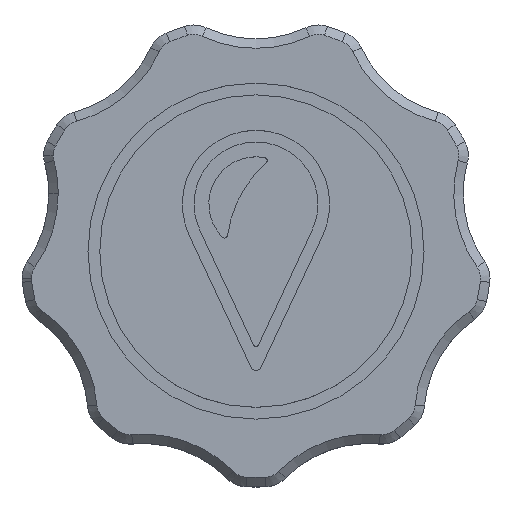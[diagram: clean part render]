
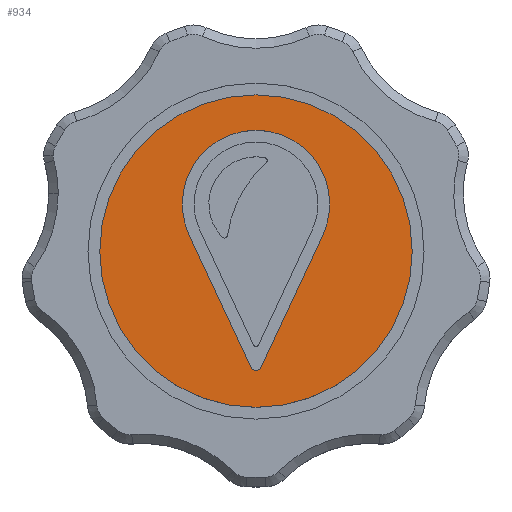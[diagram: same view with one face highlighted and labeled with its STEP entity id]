
A CAD part, top view. The second image highlights one B-rep face of the part: STEP entity #934.
In plain terms, the highlighted planar face has unit normal (0, 0, 1).
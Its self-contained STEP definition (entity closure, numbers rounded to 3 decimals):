
#4 = DIRECTION ( 'NONE',  ( 1., 0., 0. ) ) ;
#114 = EDGE_CURVE ( 'NONE', #360, #6271, #1813, .T. ) ;
#201 = VECTOR ( 'NONE', #3541, 1000. ) ;
#360 = VERTEX_POINT ( 'NONE', #5554 ) ;
#679 = LINE ( 'NONE', #3489, #201 ) ;
#751 = VERTEX_POINT ( 'NONE', #4511 ) ;
#934 = ADVANCED_FACE ( 'NONE', ( #1233, #5294 ), #4834, .T. ) ;
#979 = DIRECTION ( 'NONE',  ( 1., 0., 0. ) ) ;
#1046 = DIRECTION ( 'NONE',  ( 0., -1., 0. ) ) ;
#1058 = VERTEX_POINT ( 'NONE', #7321 ) ;
#1162 = EDGE_CURVE ( 'NONE', #5017, #1273, #5886, .T. ) ;
#1233 = FACE_OUTER_BOUND ( 'NONE', #5431, .T. ) ;
#1273 = VERTEX_POINT ( 'NONE', #5993 ) ;
#1391 = DIRECTION ( 'NONE',  ( 0., -1., 0. ) ) ;
#1540 = VERTEX_POINT ( 'NONE', #7011 ) ;
#1665 = DIRECTION ( 'NONE',  ( 0., 0., 1. ) ) ;
#1813 = CIRCLE ( 'NONE', #4282, 26.5 ) ;
#1868 = DIRECTION ( 'NONE',  ( 0., 0., 1. ) ) ;
#1997 = CARTESIAN_POINT ( 'NONE',  ( -26.5, 0., 35. ) ) ;
#2264 = AXIS2_PLACEMENT_3D ( 'NONE', #4454, #6876, #4 ) ;
#2338 = CARTESIAN_POINT ( 'NONE',  ( 0., 30.5, 35. ) ) ;
#2487 = CARTESIAN_POINT ( 'NONE',  ( -0.906, -19.634, 35. ) ) ;
#2588 = EDGE_LOOP ( 'NONE', ( #8003, #4304, #6485, #5480, #2765, #5764 ) ) ;
#2592 = AXIS2_PLACEMENT_3D ( 'NONE', #3165, #3780, #7458 ) ;
#2765 = ORIENTED_EDGE ( 'NONE', *, *, #6223, .F. ) ;
#3165 = CARTESIAN_POINT ( 'NONE',  ( 0., 8., 35. ) ) ;
#3186 = CARTESIAN_POINT ( 'NONE',  ( 0., -19.211, 35. ) ) ;
#3332 = CARTESIAN_POINT ( 'NONE',  ( 0., 8., 35. ) ) ;
#3406 = CIRCLE ( 'NONE', #5683, 1. ) ;
#3486 = DIRECTION ( 'NONE',  ( 0., 0., 1. ) ) ;
#3489 = CARTESIAN_POINT ( 'NONE',  ( 8.265, -3.854, 35. ) ) ;
#3541 = DIRECTION ( 'NONE',  ( -0.423, -0.906, 0. ) ) ;
#3587 = CIRCLE ( 'NONE', #2592, 12.5 ) ;
#3752 = DIRECTION ( 'NONE',  ( -0.423, 0.906, 0. ) ) ;
#3780 = DIRECTION ( 'NONE',  ( 0., 0., 1. ) ) ;
#4282 = AXIS2_PLACEMENT_3D ( 'NONE', #5966, #1665, #979 ) ;
#4285 = DIRECTION ( 'NONE',  ( 1., 0., 0. ) ) ;
#4304 = ORIENTED_EDGE ( 'NONE', *, *, #5546, .T. ) ;
#4454 = CARTESIAN_POINT ( 'NONE',  ( 0., 0., 35. ) ) ;
#4465 = CIRCLE ( 'NONE', #4891, 12.5 ) ;
#4511 = CARTESIAN_POINT ( 'NONE',  ( 11.329, 2.717, 35. ) ) ;
#4536 = EDGE_CURVE ( 'NONE', #6271, #360, #8054, .T. ) ;
#4538 = VERTEX_POINT ( 'NONE', #7548 ) ;
#4565 = AXIS2_PLACEMENT_3D ( 'NONE', #2338, #3486, #1046 ) ;
#4582 = DIRECTION ( 'NONE',  ( 0., 0., 1. ) ) ;
#4585 = EDGE_CURVE ( 'NONE', #751, #1540, #4465, .T. ) ;
#4779 = ORIENTED_EDGE ( 'NONE', *, *, #114, .T. ) ;
#4834 = PLANE ( 'NONE',  #4565 ) ;
#4891 = AXIS2_PLACEMENT_3D ( 'NONE', #3332, #4582, #6446 ) ;
#5001 = EDGE_CURVE ( 'NONE', #1540, #1058, #7160, .T. ) ;
#5017 = VERTEX_POINT ( 'NONE', #2487 ) ;
#5118 = EDGE_CURVE ( 'NONE', #4538, #5017, #3406, .T. ) ;
#5294 = FACE_BOUND ( 'NONE', #2588, .T. ) ;
#5431 = EDGE_LOOP ( 'NONE', ( #4779, #7916 ) ) ;
#5480 = ORIENTED_EDGE ( 'NONE', *, *, #1162, .T. ) ;
#5546 = EDGE_CURVE ( 'NONE', #751, #4538, #679, .T. ) ;
#5554 = CARTESIAN_POINT ( 'NONE',  ( 26.5, 0., 35. ) ) ;
#5683 = AXIS2_PLACEMENT_3D ( 'NONE', #3186, #5752, #1391 ) ;
#5752 = DIRECTION ( 'NONE',  ( 0., 0., -1. ) ) ;
#5764 = ORIENTED_EDGE ( 'NONE', *, *, #5001, .F. ) ;
#5835 = AXIS2_PLACEMENT_3D ( 'NONE', #7374, #1868, #4285 ) ;
#5886 = LINE ( 'NONE', #7462, #7910 ) ;
#5966 = CARTESIAN_POINT ( 'NONE',  ( 0., 0., 35. ) ) ;
#5993 = CARTESIAN_POINT ( 'NONE',  ( -11.329, 2.717, 35. ) ) ;
#6223 = EDGE_CURVE ( 'NONE', #1058, #1273, #3587, .T. ) ;
#6271 = VERTEX_POINT ( 'NONE', #1997 ) ;
#6446 = DIRECTION ( 'NONE',  ( 1., 0., 0. ) ) ;
#6485 = ORIENTED_EDGE ( 'NONE', *, *, #5118, .T. ) ;
#6876 = DIRECTION ( 'NONE',  ( 0., 0., 1. ) ) ;
#7011 = CARTESIAN_POINT ( 'NONE',  ( 12.5, 8., 35. ) ) ;
#7160 = CIRCLE ( 'NONE', #5835, 12.5 ) ;
#7321 = CARTESIAN_POINT ( 'NONE',  ( -12.5, 8., 35. ) ) ;
#7374 = CARTESIAN_POINT ( 'NONE',  ( 0., 8., 35. ) ) ;
#7458 = DIRECTION ( 'NONE',  ( 1., 0., 0. ) ) ;
#7462 = CARTESIAN_POINT ( 'NONE',  ( -8.265, -3.854, 35. ) ) ;
#7548 = CARTESIAN_POINT ( 'NONE',  ( 0.906, -19.634, 35. ) ) ;
#7910 = VECTOR ( 'NONE', #3752, 1000. ) ;
#7916 = ORIENTED_EDGE ( 'NONE', *, *, #4536, .T. ) ;
#8003 = ORIENTED_EDGE ( 'NONE', *, *, #4585, .F. ) ;
#8054 = CIRCLE ( 'NONE', #2264, 26.5 ) ;
